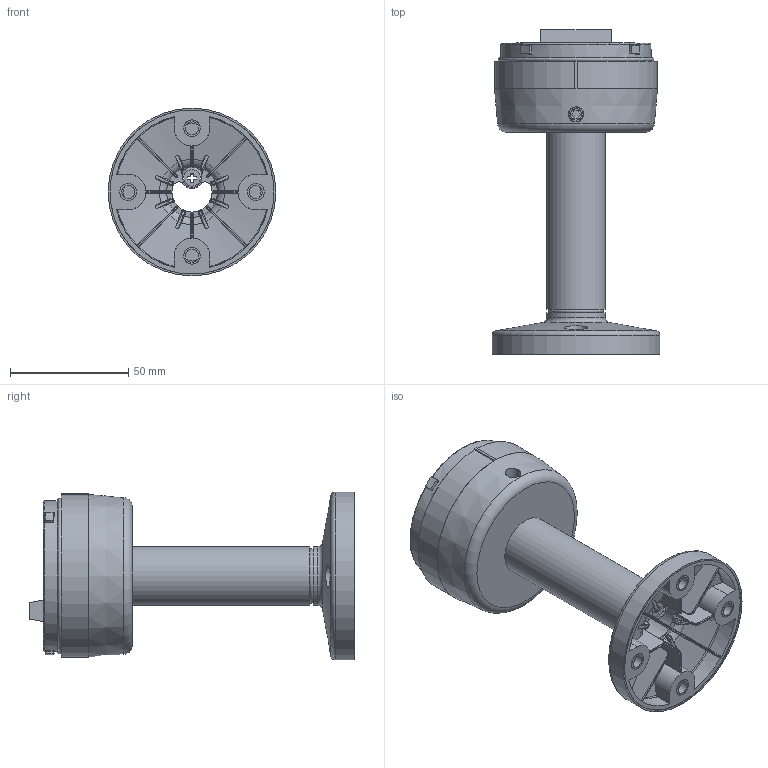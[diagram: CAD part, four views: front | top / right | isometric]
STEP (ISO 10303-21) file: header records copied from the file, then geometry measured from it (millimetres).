
FILE_DESCRIPTION(/* description */ (''),/* implementation_level */ '2;1');
FILE_NAME(/* name */ '855T-BPM10_2_1.stp',/* time_stamp */ '2017-01-08T10:51:44-05:00',/* author */ ('jeff1'),/* organization */ (''),/* preprocessor_version */ 'ST-DEVELOPER v16.5',/* originating_system */ 'Autodesk Inventor 2017',/* authorisation */ '');
FILE_SCHEMA (('AUTOMOTIVE_DESIGN { 1 0 10303 214 3 1 1 }'));
Length unit declared in the file: inch
Products named in the file (1): 855T-BPM10_2_1
Bounding box: 71 x 137.5 x 71 mm (x, y, z)
Volume: 477.4 mm3; surface area: 53285.2 mm2
Topology: 2 solids, 15 shells, 316 faces, 1111 edges, 793 vertices
Faces by surface type: plane 107, cylinder 107, torus 60, bspline 30, cone 12
Full cylindrical faces by diameter (mm): 4 x6, 4.5 x2, 5.5 x4, 6 x1, 6.4 x1, 10 x4, 11.5 x2, 17 x1, 21.95 x1, 25 x2, 63.6 x1, 71 x1
Entity records: 18460 total; most frequent: CARTESIAN_POINT 9460, DIRECTION 1818, ORIENTED_EDGE 1700, EDGE_CURVE 1069, VERTEX_POINT 785, AXIS2_PLACEMENT_3D 738, EDGE_LOOP 409, CIRCLE 403
